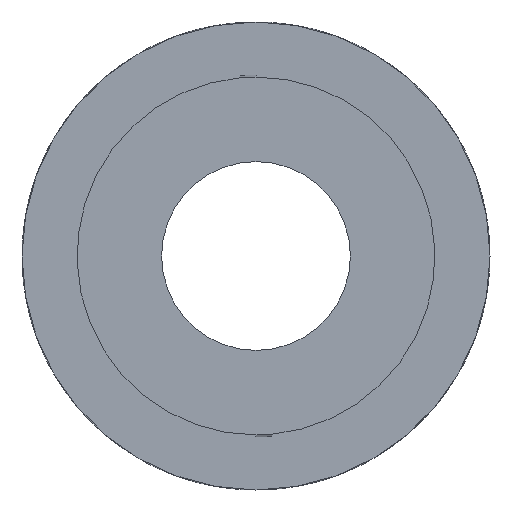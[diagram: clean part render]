
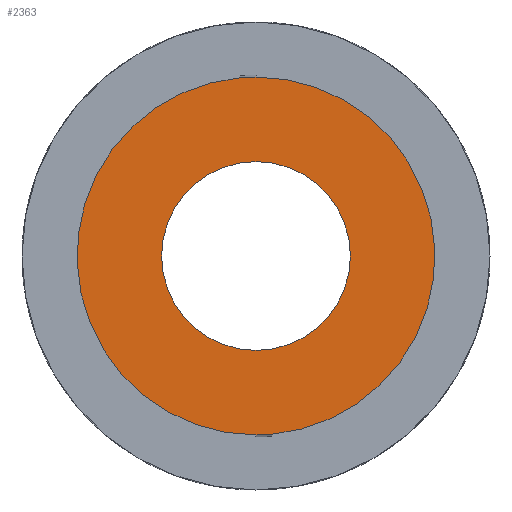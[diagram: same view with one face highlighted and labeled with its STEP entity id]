
A CAD part, front view. The second image highlights one B-rep face of the part: STEP entity #2363.
In plain terms, the highlighted planar face has unit normal (0, -1, 0).
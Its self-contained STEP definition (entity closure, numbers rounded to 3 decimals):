
#45=CARTESIAN_POINT('',(0.,-17.2,22.75));
#46=VERTEX_POINT('',#45);
#47=CARTESIAN_POINT('',(1.983,-17.2,-22.663));
#48=VERTEX_POINT('',#47);
#49=CARTESIAN_POINT('',(0.0,-17.2,0.0));
#50=DIRECTION('',(0.0,1.0,0.0));
#51=DIRECTION('',(-1.0,0.0,0.0));
#52=AXIS2_PLACEMENT_3D('',#49,#50,#51);
#53=CIRCLE('',#52,22.75);
#54=EDGE_CURVE('',#46,#48,#53,.T.);
#2302=CARTESIAN_POINT('',(0.,-17.2,-22.75));
#2303=VERTEX_POINT('',#2302);
#2310=CARTESIAN_POINT('',(-1.983,-17.2,22.663));
#2311=VERTEX_POINT('',#2310);
#2312=CARTESIAN_POINT('',(0.0,-17.2,0.0));
#2313=DIRECTION('',(0.0,1.0,0.0));
#2314=DIRECTION('',(-1.0,0.0,0.0));
#2315=AXIS2_PLACEMENT_3D('',#2312,#2313,#2314);
#2316=CIRCLE('',#2315,22.75);
#2317=EDGE_CURVE('',#2303,#2311,#2316,.T.);
#2329=CARTESIAN_POINT('',(0.0,-17.2,0.0));
#2330=DIRECTION('',(0.0,1.0,0.0));
#2331=DIRECTION('',(0.0,0.0,1.0));
#2332=AXIS2_PLACEMENT_3D('',#2329,#2330,#2331);
#2333=PLANE('',#2332);
#2334=ORIENTED_EDGE('',*,*,#2317,.F.);
#2335=CARTESIAN_POINT('',(0.,-17.2,0.));
#2336=DIRECTION('',(0.0,1.0,0.0));
#2337=DIRECTION('',(0.0,0.0,1.0));
#2338=AXIS2_PLACEMENT_3D('',#2335,#2336,#2337);
#2339=CIRCLE('',#2338,22.75);
#2340=EDGE_CURVE('',#2303,#48,#2339,.F.);
#2341=ORIENTED_EDGE('',*,*,#2340,.T.);
#2342=ORIENTED_EDGE('',*,*,#54,.F.);
#2343=CARTESIAN_POINT('',(0.0,-17.2,0.0));
#2344=DIRECTION('',(0.0,1.0,0.0));
#2345=DIRECTION('',(0.0,0.0,1.0));
#2346=AXIS2_PLACEMENT_3D('',#2343,#2344,#2345);
#2347=CIRCLE('',#2346,22.75);
#2348=EDGE_CURVE('',#46,#2311,#2347,.F.);
#2349=ORIENTED_EDGE('',*,*,#2348,.T.);
#2350=EDGE_LOOP('',(#2334,#2341,#2342,#2349));
#2351=FACE_OUTER_BOUND('',#2350,.T.);
#2352=CARTESIAN_POINT('',(-12.0,-17.2,0.0));
#2353=VERTEX_POINT('',#2352);
#2354=CARTESIAN_POINT('',(0.0,-17.2,0.0));
#2355=DIRECTION('',(0.0,1.0,0.0));
#2356=DIRECTION('',(-1.0,0.0,0.0));
#2357=AXIS2_PLACEMENT_3D('',#2354,#2355,#2356);
#2358=CIRCLE('',#2357,12.0);
#2359=EDGE_CURVE('',#2353,#2353,#2358,.T.);
#2360=ORIENTED_EDGE('',*,*,#2359,.T.);
#2361=EDGE_LOOP('',(#2360));
#2362=FACE_BOUND('',#2361,.T.);
#2363=ADVANCED_FACE('',(#2351,#2362),#2333,.F.);
